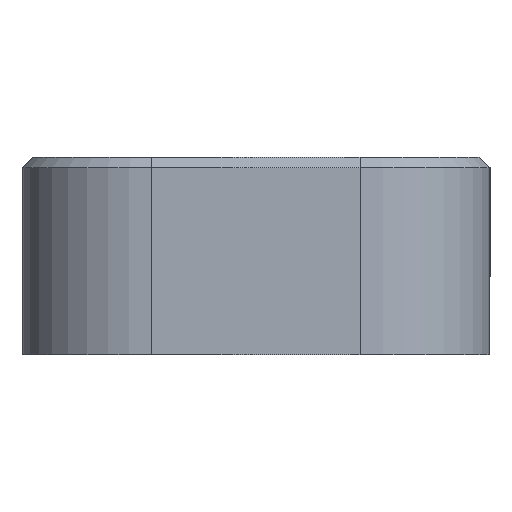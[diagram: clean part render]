
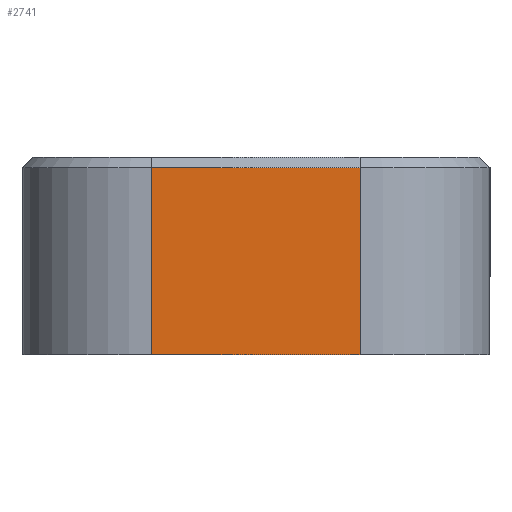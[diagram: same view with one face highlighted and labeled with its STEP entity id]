
A CAD part, left-side view. The second image highlights one B-rep face of the part: STEP entity #2741.
In plain terms, the highlighted planar face has unit normal (-1, 0, 0).
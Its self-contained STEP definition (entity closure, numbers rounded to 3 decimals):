
#199=PLANE('',#2971);
#288=FACE_OUTER_BOUND('',#447,.T.);
#447=EDGE_LOOP('',(#1918,#1919,#1920,#1921));
#593=LINE('',#4067,#853);
#625=LINE('',#4144,#885);
#655=LINE('',#4278,#915);
#656=LINE('',#4280,#916);
#853=VECTOR('',#3216,10.);
#885=VECTOR('',#3286,10.);
#915=VECTOR('',#3410,10.);
#916=VECTOR('',#3413,10.);
#1120=VERTEX_POINT('',#4064);
#1121=VERTEX_POINT('',#4066);
#1144=VERTEX_POINT('',#4134);
#1146=VERTEX_POINT('',#4140);
#1364=EDGE_CURVE('',#1121,#1120,#593,.T.);
#1404=EDGE_CURVE('',#1144,#1146,#625,.T.);
#1471=EDGE_CURVE('',#1146,#1120,#655,.T.);
#1472=EDGE_CURVE('',#1121,#1144,#656,.T.);
#1918=ORIENTED_EDGE('',*,*,#1404,.F.);
#1919=ORIENTED_EDGE('',*,*,#1472,.F.);
#1920=ORIENTED_EDGE('',*,*,#1364,.T.);
#1921=ORIENTED_EDGE('',*,*,#1471,.F.);
#2741=ADVANCED_FACE('',(#288),#199,.T.);
#2971=AXIS2_PLACEMENT_3D('',#4281,#3414,#3415);
#3216=DIRECTION('',(0.,-1.,0.));
#3286=DIRECTION('',(0.,-1.,0.));
#3410=DIRECTION('',(0.,0.,-1.));
#3413=DIRECTION('',(0.,0.,1.));
#3414=DIRECTION('center_axis',(-1.,0.,0.));
#3415=DIRECTION('ref_axis',(0.,-1.,0.));
#4064=CARTESIAN_POINT('',(-28.45,27.639,4.5));
#4066=CARTESIAN_POINT('',(-28.45,35.639,4.5));
#4067=CARTESIAN_POINT('',(-28.45,36.639,4.5));
#4134=CARTESIAN_POINT('',(-28.45,35.639,11.7));
#4140=CARTESIAN_POINT('',(-28.45,27.639,11.7));
#4144=CARTESIAN_POINT('',(-28.45,36.639,11.7));
#4278=CARTESIAN_POINT('',(-28.45,27.639,7.5));
#4280=CARTESIAN_POINT('',(-28.45,35.639,7.5));
#4281=CARTESIAN_POINT('Origin',(-28.45,41.639,7.5));
